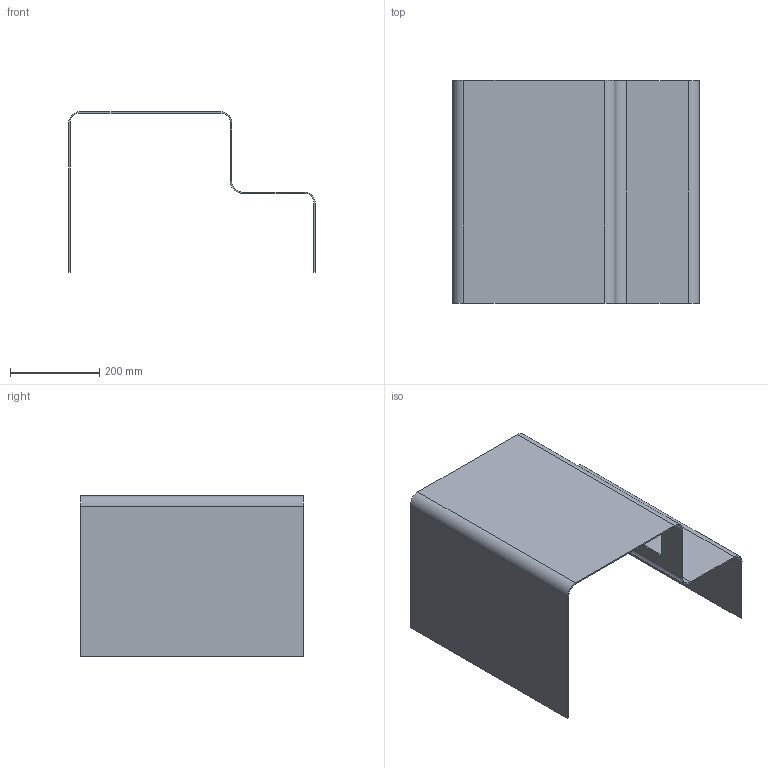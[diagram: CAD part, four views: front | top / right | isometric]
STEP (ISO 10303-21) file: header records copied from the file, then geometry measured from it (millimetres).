
FILE_DESCRIPTION(/* description */ (''),/* implementation_level */ '2;1');
FILE_NAME(/* name */ 'Escalera Unida v8.step',/* time_stamp */ '2023-10-29T20:25:33-05:00',/* author */ (''),/* organization */ (''),/* preprocessor_version */ 'ST-DEVELOPER v20',/* originating_system */ 'Autodesk Translation Framework v12.14.0.127',/* authorisation */ '');
FILE_SCHEMA (('AUTOMOTIVE_DESIGN { 1 0 10303 214 3 1 1 }'));
Length unit declared in the file: millimetre
Products named in the file (1): Escalera Unida
Bounding box: 553.06 x 500 x 360 mm (x, y, z)
Volume: 1762946.9 mm3; surface area: 1170043.1 mm2
Topology: 1 solids, 1 shells, 28 faces, 78 edges, 52 vertices
Faces by surface type: plane 18, cylinder 10
Entity records: 939 total; most frequent: CARTESIAN_POINT 159, ORIENTED_EDGE 156, DIRECTION 156, EDGE_CURVE 78, LINE 58, VECTOR 58, VERTEX_POINT 52, AXIS2_PLACEMENT_3D 49
